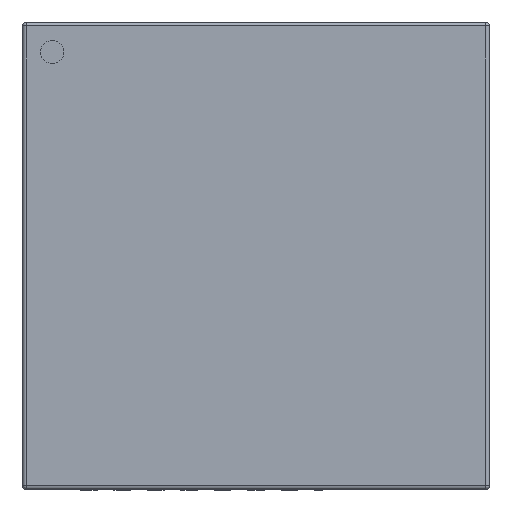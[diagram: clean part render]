
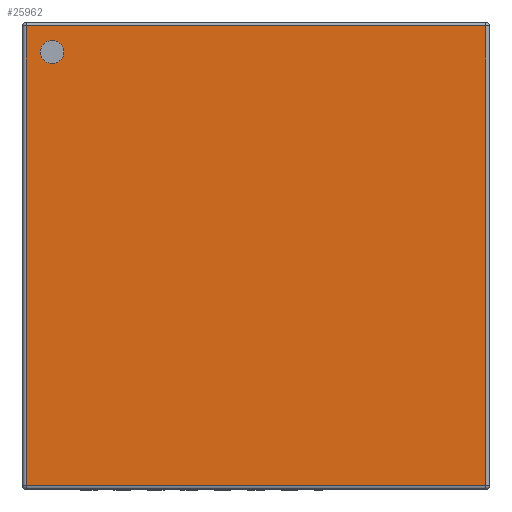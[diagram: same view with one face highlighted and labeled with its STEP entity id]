
A CAD part, top view. The second image highlights one B-rep face of the part: STEP entity #25962.
In plain terms, the highlighted planar face has unit normal (0, 0, 1).
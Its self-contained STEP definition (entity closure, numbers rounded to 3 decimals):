
#6849 = CYLINDRICAL_SURFACE('',#6850,0.05);
#6850 = AXIS2_PLACEMENT_3D('',#6851,#6852,#6853);
#6851 = CARTESIAN_POINT('',(3.44,-3.44,0.83));
#6852 = DIRECTION('',(0.,1.,0.));
#6853 = DIRECTION('',(0.,0.,1.));
#22148 = VERTEX_POINT('',#22149);
#22149 = CARTESIAN_POINT('',(3.44,-3.44,0.88));
#22171 = VERTEX_POINT('',#22172);
#22172 = CARTESIAN_POINT('',(3.44,3.44,0.88));
#22197 = EDGE_CURVE('',#22148,#22171,#22198,.T.);
#22198 = SURFACE_CURVE('',#22199,(#22203,#22210),.PCURVE_S1.);
#22199 = LINE('',#22200,#22201);
#22200 = CARTESIAN_POINT('',(3.44,-3.44,0.88));
#22201 = VECTOR('',#22202,1.);
#22202 = DIRECTION('',(0.,1.,0.));
#22203 = PCURVE('',#6849,#22204);
#22204 = DEFINITIONAL_REPRESENTATION('',(#22205),#22209);
#22205 = LINE('',#22206,#22207);
#22206 = CARTESIAN_POINT('',(0.,0.));
#22207 = VECTOR('',#22208,1.);
#22208 = DIRECTION('',(0.,1.));
#22209 = ( GEOMETRIC_REPRESENTATION_CONTEXT(2) 
PARAMETRIC_REPRESENTATION_CONTEXT() REPRESENTATION_CONTEXT('2D SPACE',''
  ) );
#22210 = PCURVE('',#22211,#22216);
#22211 = PLANE('',#22212);
#22212 = AXIS2_PLACEMENT_3D('',#22213,#22214,#22215);
#22213 = CARTESIAN_POINT('',(-3.49,-3.49,0.88));
#22214 = DIRECTION('',(0.,0.,1.));
#22215 = DIRECTION('',(1.,0.,0.));
#22216 = DEFINITIONAL_REPRESENTATION('',(#22217),#22221);
#22217 = LINE('',#22218,#22219);
#22218 = CARTESIAN_POINT('',(6.93,0.05));
#22219 = VECTOR('',#22220,1.);
#22220 = DIRECTION('',(0.,1.));
#22221 = ( GEOMETRIC_REPRESENTATION_CONTEXT(2) 
PARAMETRIC_REPRESENTATION_CONTEXT() REPRESENTATION_CONTEXT('2D SPACE',''
  ) );
#22887 = CYLINDRICAL_SURFACE('',#22888,0.05);
#22888 = AXIS2_PLACEMENT_3D('',#22889,#22890,#22891);
#22889 = CARTESIAN_POINT('',(-3.44,-3.44,0.83));
#22890 = DIRECTION('',(0.,1.,0.));
#22891 = DIRECTION('',(-1.,0.,0.));
#23026 = CYLINDRICAL_SURFACE('',#23027,0.05);
#23027 = AXIS2_PLACEMENT_3D('',#23028,#23029,#23030);
#23028 = CARTESIAN_POINT('',(-3.49,-3.44,0.83));
#23029 = DIRECTION('',(1.,0.,0.));
#23030 = DIRECTION('',(0.,-1.,0.));
#24639 = CYLINDRICAL_SURFACE('',#24640,0.05);
#24640 = AXIS2_PLACEMENT_3D('',#24641,#24642,#24643);
#24641 = CARTESIAN_POINT('',(-3.49,3.44,0.83));
#24642 = DIRECTION('',(1.,0.,0.));
#24643 = DIRECTION('',(0.,1.,0.));
#25962 = ADVANCED_FACE('',(#25963,#26033),#22211,.T.);
#25963 = FACE_BOUND('',#25964,.T.);
#25964 = EDGE_LOOP('',(#25965,#25988,#25989,#26012));
#25965 = ORIENTED_EDGE('',*,*,#25966,.T.);
#25966 = EDGE_CURVE('',#25967,#22148,#25969,.T.);
#25967 = VERTEX_POINT('',#25968);
#25968 = CARTESIAN_POINT('',(-3.44,-3.44,0.88));
#25969 = SURFACE_CURVE('',#25970,(#25974,#25981),.PCURVE_S1.);
#25970 = LINE('',#25971,#25972);
#25971 = CARTESIAN_POINT('',(-3.49,-3.44,0.88));
#25972 = VECTOR('',#25973,1.);
#25973 = DIRECTION('',(1.,0.,0.));
#25974 = PCURVE('',#22211,#25975);
#25975 = DEFINITIONAL_REPRESENTATION('',(#25976),#25980);
#25976 = LINE('',#25977,#25978);
#25977 = CARTESIAN_POINT('',(0.,0.05));
#25978 = VECTOR('',#25979,1.);
#25979 = DIRECTION('',(1.,0.));
#25980 = ( GEOMETRIC_REPRESENTATION_CONTEXT(2) 
PARAMETRIC_REPRESENTATION_CONTEXT() REPRESENTATION_CONTEXT('2D SPACE',''
  ) );
#25981 = PCURVE('',#23026,#25982);
#25982 = DEFINITIONAL_REPRESENTATION('',(#25983),#25987);
#25983 = LINE('',#25984,#25985);
#25984 = CARTESIAN_POINT('',(-1.571,0.));
#25985 = VECTOR('',#25986,1.);
#25986 = DIRECTION('',(-0.,1.));
#25987 = ( GEOMETRIC_REPRESENTATION_CONTEXT(2) 
PARAMETRIC_REPRESENTATION_CONTEXT() REPRESENTATION_CONTEXT('2D SPACE',''
  ) );
#25988 = ORIENTED_EDGE('',*,*,#22197,.T.);
#25989 = ORIENTED_EDGE('',*,*,#25990,.F.);
#25990 = EDGE_CURVE('',#25991,#22171,#25993,.T.);
#25991 = VERTEX_POINT('',#25992);
#25992 = CARTESIAN_POINT('',(-3.44,3.44,0.88));
#25993 = SURFACE_CURVE('',#25994,(#25998,#26005),.PCURVE_S1.);
#25994 = LINE('',#25995,#25996);
#25995 = CARTESIAN_POINT('',(-3.49,3.44,0.88));
#25996 = VECTOR('',#25997,1.);
#25997 = DIRECTION('',(1.,0.,0.));
#25998 = PCURVE('',#22211,#25999);
#25999 = DEFINITIONAL_REPRESENTATION('',(#26000),#26004);
#26000 = LINE('',#26001,#26002);
#26001 = CARTESIAN_POINT('',(0.,6.93));
#26002 = VECTOR('',#26003,1.);
#26003 = DIRECTION('',(1.,0.));
#26004 = ( GEOMETRIC_REPRESENTATION_CONTEXT(2) 
PARAMETRIC_REPRESENTATION_CONTEXT() REPRESENTATION_CONTEXT('2D SPACE',''
  ) );
#26005 = PCURVE('',#24639,#26006);
#26006 = DEFINITIONAL_REPRESENTATION('',(#26007),#26011);
#26007 = LINE('',#26008,#26009);
#26008 = CARTESIAN_POINT('',(1.571,0.));
#26009 = VECTOR('',#26010,1.);
#26010 = DIRECTION('',(0.,1.));
#26011 = ( GEOMETRIC_REPRESENTATION_CONTEXT(2) 
PARAMETRIC_REPRESENTATION_CONTEXT() REPRESENTATION_CONTEXT('2D SPACE',''
  ) );
#26012 = ORIENTED_EDGE('',*,*,#26013,.F.);
#26013 = EDGE_CURVE('',#25967,#25991,#26014,.T.);
#26014 = SURFACE_CURVE('',#26015,(#26019,#26026),.PCURVE_S1.);
#26015 = LINE('',#26016,#26017);
#26016 = CARTESIAN_POINT('',(-3.44,-3.44,0.88));
#26017 = VECTOR('',#26018,1.);
#26018 = DIRECTION('',(0.,1.,0.));
#26019 = PCURVE('',#22211,#26020);
#26020 = DEFINITIONAL_REPRESENTATION('',(#26021),#26025);
#26021 = LINE('',#26022,#26023);
#26022 = CARTESIAN_POINT('',(0.05,0.05));
#26023 = VECTOR('',#26024,1.);
#26024 = DIRECTION('',(0.,1.));
#26025 = ( GEOMETRIC_REPRESENTATION_CONTEXT(2) 
PARAMETRIC_REPRESENTATION_CONTEXT() REPRESENTATION_CONTEXT('2D SPACE',''
  ) );
#26026 = PCURVE('',#22887,#26027);
#26027 = DEFINITIONAL_REPRESENTATION('',(#26028),#26032);
#26028 = LINE('',#26029,#26030);
#26029 = CARTESIAN_POINT('',(1.571,0.));
#26030 = VECTOR('',#26031,1.);
#26031 = DIRECTION('',(0.,1.));
#26032 = ( GEOMETRIC_REPRESENTATION_CONTEXT(2) 
PARAMETRIC_REPRESENTATION_CONTEXT() REPRESENTATION_CONTEXT('2D SPACE',''
  ) );
#26033 = FACE_BOUND('',#26034,.T.);
#26034 = EDGE_LOOP('',(#26035));
#26035 = ORIENTED_EDGE('',*,*,#26036,.F.);
#26036 = EDGE_CURVE('',#26037,#26037,#26039,.T.);
#26037 = VERTEX_POINT('',#26038);
#26038 = CARTESIAN_POINT('',(-2.875,-3.05,0.88));
#26039 = SURFACE_CURVE('',#26040,(#26045,#26052),.PCURVE_S1.);
#26040 = CIRCLE('',#26041,0.175);
#26041 = AXIS2_PLACEMENT_3D('',#26042,#26043,#26044);
#26042 = CARTESIAN_POINT('',(-3.05,-3.05,0.88));
#26043 = DIRECTION('',(0.,0.,1.));
#26044 = DIRECTION('',(1.,0.,0.));
#26045 = PCURVE('',#22211,#26046);
#26046 = DEFINITIONAL_REPRESENTATION('',(#26047),#26051);
#26047 = CIRCLE('',#26048,0.175);
#26048 = AXIS2_PLACEMENT_2D('',#26049,#26050);
#26049 = CARTESIAN_POINT('',(0.44,0.44));
#26050 = DIRECTION('',(1.,0.));
#26051 = ( GEOMETRIC_REPRESENTATION_CONTEXT(2) 
PARAMETRIC_REPRESENTATION_CONTEXT() REPRESENTATION_CONTEXT('2D SPACE',''
  ) );
#26052 = PCURVE('',#26053,#26058);
#26053 = CYLINDRICAL_SURFACE('',#26054,0.175);
#26054 = AXIS2_PLACEMENT_3D('',#26055,#26056,#26057);
#26055 = CARTESIAN_POINT('',(-3.05,-3.05,0.88));
#26056 = DIRECTION('',(-0.,-0.,-1.));
#26057 = DIRECTION('',(1.,0.,0.));
#26058 = DEFINITIONAL_REPRESENTATION('',(#26059),#26063);
#26059 = LINE('',#26060,#26061);
#26060 = CARTESIAN_POINT('',(-0.,0.));
#26061 = VECTOR('',#26062,1.);
#26062 = DIRECTION('',(-1.,0.));
#26063 = ( GEOMETRIC_REPRESENTATION_CONTEXT(2) 
PARAMETRIC_REPRESENTATION_CONTEXT() REPRESENTATION_CONTEXT('2D SPACE',''
  ) );
